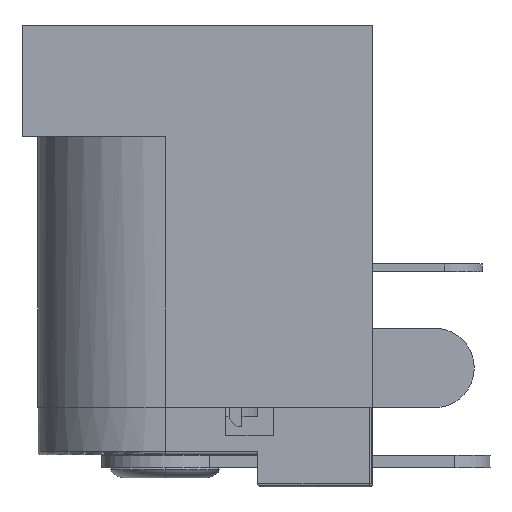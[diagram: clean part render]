
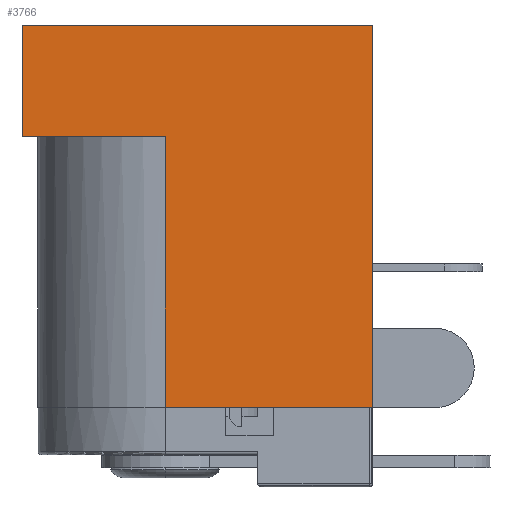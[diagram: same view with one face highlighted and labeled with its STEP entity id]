
A CAD part, left-side view. The second image highlights one B-rep face of the part: STEP entity #3766.
In plain terms, the highlighted planar face has unit normal (-1, 0, 0).
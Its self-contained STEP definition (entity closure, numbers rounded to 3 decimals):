
#31 = LINE ( 'NONE', #4577, #1114 ) ;
#139 = DIRECTION ( 'NONE',  ( 0., -1., 0. ) ) ;
#233 = CARTESIAN_POINT ( 'NONE',  ( -4.5, 0., 0. ) ) ;
#281 = VECTOR ( 'NONE', #139, 1000. ) ;
#382 = LINE ( 'NONE', #2327, #5334 ) ;
#397 = CARTESIAN_POINT ( 'NONE',  ( -4.5, 4.5, 12. ) ) ;
#443 = DIRECTION ( 'NONE',  ( 0., 1., 0. ) ) ;
#492 = EDGE_LOOP ( 'NONE', ( #4050, #1161, #5592, #1664, #2130, #4239 ) ) ;
#561 = DIRECTION ( 'NONE',  ( 0., 0., 1. ) ) ;
#649 = LINE ( 'NONE', #233, #2073 ) ;
#751 = FACE_OUTER_BOUND ( 'NONE', #492, .T. ) ;
#938 = CARTESIAN_POINT ( 'NONE',  ( -4.5, -6.5, 0. ) ) ;
#942 = CARTESIAN_POINT ( 'NONE',  ( -4.5, -6.5, 0. ) ) ;
#1035 = DIRECTION ( 'NONE',  ( 0., 1., 0. ) ) ;
#1114 = VECTOR ( 'NONE', #1035, 1000. ) ;
#1139 = LINE ( 'NONE', #5241, #281 ) ;
#1161 = ORIENTED_EDGE ( 'NONE', *, *, #3208, .T. ) ;
#1282 = CARTESIAN_POINT ( 'NONE',  ( -4.5, -6.5, 12. ) ) ;
#1664 = ORIENTED_EDGE ( 'NONE', *, *, #4349, .F. ) ;
#1772 = CARTESIAN_POINT ( 'NONE',  ( -4.5, -3.25, 0. ) ) ;
#1842 = LINE ( 'NONE', #942, #2353 ) ;
#2073 = VECTOR ( 'NONE', #2467, 1000. ) ;
#2106 = DIRECTION ( 'NONE',  ( 0., 0., 1. ) ) ;
#2130 = ORIENTED_EDGE ( 'NONE', *, *, #3294, .F. ) ;
#2159 = CARTESIAN_POINT ( 'NONE',  ( -4.5, 0., 0. ) ) ;
#2327 = CARTESIAN_POINT ( 'NONE',  ( -4.5, -6.5, 8.5 ) ) ;
#2353 = VECTOR ( 'NONE', #561, 1000. ) ;
#2467 = DIRECTION ( 'NONE',  ( 0., 0., 1. ) ) ;
#2600 = VERTEX_POINT ( 'NONE', #3176 ) ;
#3163 = EDGE_CURVE ( 'NONE', #4769, #4175, #1842, .T. ) ;
#3176 = CARTESIAN_POINT ( 'NONE',  ( -4.5, 4.5, 8.5 ) ) ;
#3208 = EDGE_CURVE ( 'NONE', #4175, #3481, #31, .T. ) ;
#3294 = EDGE_CURVE ( 'NONE', #4979, #5490, #649, .T. ) ;
#3326 = LINE ( 'NONE', #5191, #5584 ) ;
#3465 = DIRECTION ( 'NONE',  ( -1., 0., 0. ) ) ;
#3481 = VERTEX_POINT ( 'NONE', #397 ) ;
#3548 = DIRECTION ( 'NONE',  ( 0., 0., 1. ) ) ;
#3766 = ADVANCED_FACE ( 'NONE', ( #751 ), #3994, .T. ) ;
#3901 = CARTESIAN_POINT ( 'NONE',  ( -4.5, 0., 8.5 ) ) ;
#3994 = PLANE ( 'NONE',  #4668 ) ;
#4050 = ORIENTED_EDGE ( 'NONE', *, *, #3163, .T. ) ;
#4175 = VERTEX_POINT ( 'NONE', #1282 ) ;
#4239 = ORIENTED_EDGE ( 'NONE', *, *, #5310, .T. ) ;
#4349 = EDGE_CURVE ( 'NONE', #5490, #2600, #382, .T. ) ;
#4577 = CARTESIAN_POINT ( 'NONE',  ( -4.5, -6.5, 12. ) ) ;
#4668 = AXIS2_PLACEMENT_3D ( 'NONE', #1772, #3465, #3548 ) ;
#4769 = VERTEX_POINT ( 'NONE', #938 ) ;
#4849 = EDGE_CURVE ( 'NONE', #2600, #3481, #3326, .T. ) ;
#4979 = VERTEX_POINT ( 'NONE', #2159 ) ;
#5191 = CARTESIAN_POINT ( 'NONE',  ( -4.5, 4.5, 8.5 ) ) ;
#5241 = CARTESIAN_POINT ( 'NONE',  ( -4.5, 0., 0. ) ) ;
#5310 = EDGE_CURVE ( 'NONE', #4979, #4769, #1139, .T. ) ;
#5334 = VECTOR ( 'NONE', #443, 1000. ) ;
#5490 = VERTEX_POINT ( 'NONE', #3901 ) ;
#5584 = VECTOR ( 'NONE', #2106, 1000. ) ;
#5592 = ORIENTED_EDGE ( 'NONE', *, *, #4849, .F. ) ;
